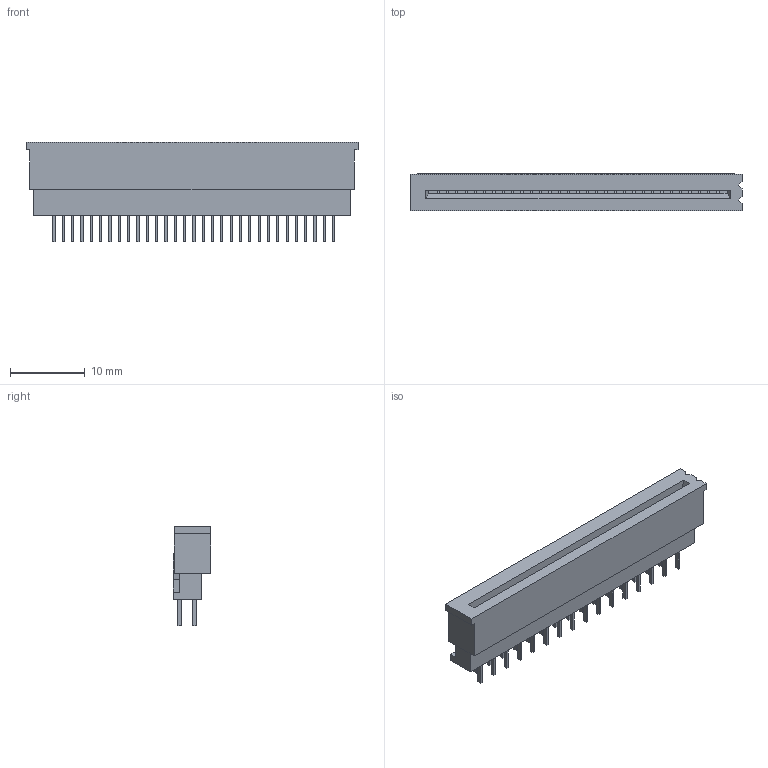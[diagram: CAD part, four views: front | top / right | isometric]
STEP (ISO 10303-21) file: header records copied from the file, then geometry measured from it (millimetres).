
FILE_DESCRIPTION(('STEP AP242'),'1');
FILE_NAME('0039532315.stp','2025-12-28T15:10:45',('TraceParts'),('TraceParts S.A.S.'),'Spatial InterOp 3D',' ',' ');
FILE_SCHEMA(('AP242_MANAGED_MODEL_BASED_3D_ENGINEERING_MIM_LF {1 0 10303 442 1 1 4}'));
Length unit declared in the file: millimetre
Products named in the file (1): 039532315
Bounding box: 44.5 x 5 x 13.3 mm (x, y, z)
Volume: 1443.1 mm3; surface area: 2790.4 mm2
Topology: 1 solids, 1 shells, 790 faces, 2099 edges, 1394 vertices
Faces by surface type: plane 759, cylinder 31
Entity records: 24115 total; most frequent: CARTESIAN_POINT 4223, ORIENTED_EDGE 4074, DIRECTION 3807, EDGE_CURVE 2037, LINE 1975, VECTOR 1975, VERTEX_POINT 1332, EDGE_LOOP 947
